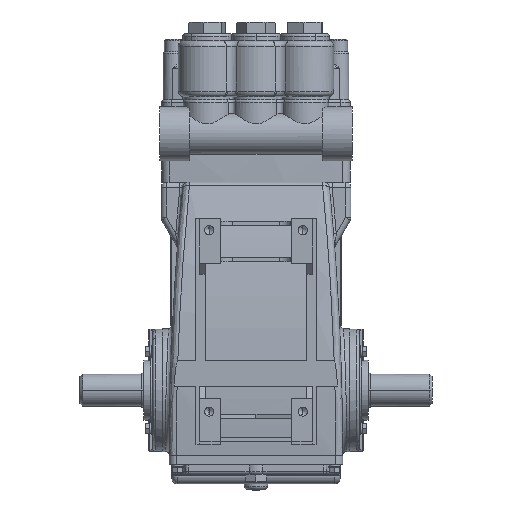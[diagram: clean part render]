
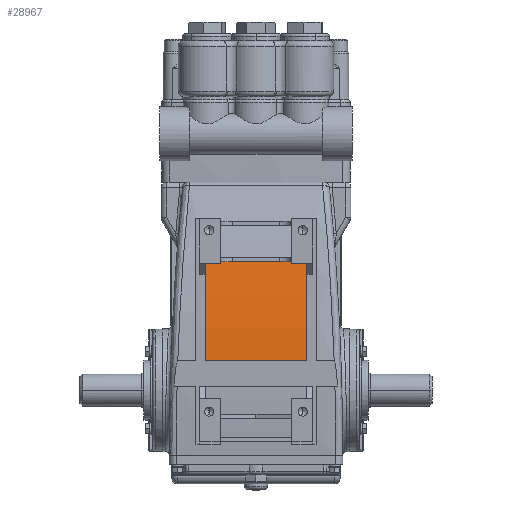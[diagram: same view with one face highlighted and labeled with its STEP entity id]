
A CAD part, front view. The second image highlights one B-rep face of the part: STEP entity #28967.
In plain terms, the highlighted cylindrical face has radius 634.291 mm (diameter 1268.58 mm), a partial arc.
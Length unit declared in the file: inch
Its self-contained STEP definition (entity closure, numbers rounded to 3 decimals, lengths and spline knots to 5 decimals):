
#769 = CARTESIAN_POINT ( 'NONE',  ( -1.875, -2.8633, 1.08774 ) ) ;
#851 = CARTESIAN_POINT ( 'NONE',  ( 1.875, -2.8633, 1.08774 ) ) ;
#852 = DIRECTION ( 'NONE',  ( 0., 0., 1. ) ) ;
#854 = DIRECTION ( 'NONE',  ( 1., 0., 0. ) ) ;
#855 = CARTESIAN_POINT ( 'NONE',  ( 1.875, 22.0882, 0.07423 ) ) ;
#856 = AXIS2_PLACEMENT_3D ( 'NONE', #855, #854, #852 ) ;
#857 = CIRCLE ( 'NONE', #856, 24.97208 ) ;
#934 = CARTESIAN_POINT ( 'NONE',  ( -1.875, -2.45546, 4.68 ) ) ;
#935 = DIRECTION ( 'NONE',  ( 0., 0., -1. ) ) ;
#936 = DIRECTION ( 'NONE',  ( -1., 0., 0. ) ) ;
#937 = CARTESIAN_POINT ( 'NONE',  ( -1.875, 22.0882, 0.07423 ) ) ;
#938 = AXIS2_PLACEMENT_3D ( 'NONE', #937, #936, #935 ) ;
#939 = CIRCLE ( 'NONE', #938, 24.97208 ) ;
#975 = CARTESIAN_POINT ( 'NONE',  ( 3.1935, 22.0882, 0.07423 ) ) ;
#976 = CYLINDRICAL_SURFACE ( 'NONE', #1031, 24.97208 ) ;
#994 = FACE_OUTER_BOUND ( 'NONE', #28970, .T. ) ;
#1020 = CARTESIAN_POINT ( 'NONE',  ( 1.314, -2.45546, 4.68 ) ) ;
#1021 = DIRECTION ( 'NONE',  ( 1., 0., 0. ) ) ;
#1022 = VECTOR ( 'NONE', #1021, 39.37008 ) ;
#1023 = CARTESIAN_POINT ( 'NONE',  ( 3.1935, -2.45546, 4.68 ) ) ;
#1024 = LINE ( 'NONE', #1023, #1022 ) ;
#1025 = DIRECTION ( 'NONE',  ( 1., 0., 0. ) ) ;
#1026 = VECTOR ( 'NONE', #1025, 39.37008 ) ;
#1027 = CARTESIAN_POINT ( 'NONE',  ( 3.1935, -2.8633, 1.08774 ) ) ;
#1028 = LINE ( 'NONE', #1027, #1026 ) ;
#1029 = DIRECTION ( 'NONE',  ( 0., 0., 1. ) ) ;
#1030 = DIRECTION ( 'NONE',  ( -1., 0., 0. ) ) ;
#1031 = AXIS2_PLACEMENT_3D ( 'NONE', #975, #1030, #1029 ) ;
#1095 = CIRCLE ( 'NONE', #1165, 24.97208 ) ;
#1136 = DIRECTION ( 'NONE',  ( 1., 0., 0. ) ) ;
#1137 = VECTOR ( 'NONE', #1136, 39.37008 ) ;
#1138 = CARTESIAN_POINT ( 'NONE',  ( 3.1935, -2.45546, 4.68 ) ) ;
#1139 = LINE ( 'NONE', #1138, #1137 ) ;
#1145 = CARTESIAN_POINT ( 'NONE',  ( -1.314, -2.45546, 4.68 ) ) ;
#1146 = DIRECTION ( 'NONE',  ( 0., 0., -1. ) ) ;
#1147 = DIRECTION ( 'NONE',  ( -1., 0., 0. ) ) ;
#1148 = CARTESIAN_POINT ( 'NONE',  ( -1.314, 22.0882, 0.07423 ) ) ;
#1149 = AXIS2_PLACEMENT_3D ( 'NONE', #1148, #1147, #1146 ) ;
#1150 = CIRCLE ( 'NONE', #1149, 24.97208 ) ;
#1155 = CARTESIAN_POINT ( 'NONE',  ( -1.314, -2.44603, 4.73 ) ) ;
#1156 = DIRECTION ( 'NONE',  ( 1., 0., 0. ) ) ;
#1157 = VECTOR ( 'NONE', #1156, 39.37008 ) ;
#1158 = CARTESIAN_POINT ( 'NONE',  ( 3.1935, -2.44603, 4.73 ) ) ;
#1159 = LINE ( 'NONE', #1158, #1157 ) ;
#1161 = CARTESIAN_POINT ( 'NONE',  ( 1.314, -2.44603, 4.73 ) ) ;
#1162 = DIRECTION ( 'NONE',  ( 0., 0., 1. ) ) ;
#1163 = DIRECTION ( 'NONE',  ( 1., 0., 0. ) ) ;
#1164 = CARTESIAN_POINT ( 'NONE',  ( 1.314, 22.0882, 0.07423 ) ) ;
#1165 = AXIS2_PLACEMENT_3D ( 'NONE', #1164, #1163, #1162 ) ;
#14930 = VERTEX_POINT ( 'NONE', #44091 ) ;
#28858 = VERTEX_POINT ( 'NONE', #769 ) ;
#28926 = EDGE_CURVE ( 'NONE', #14930, #28927, #857, .T. ) ;
#28927 = VERTEX_POINT ( 'NONE', #851 ) ;
#28941 = EDGE_CURVE ( 'NONE', #28858, #28942, #939, .T. ) ;
#28942 = VERTEX_POINT ( 'NONE', #934 ) ;
#28967 = ADVANCED_FACE ( 'NONE', ( #994 ), #976, .T. ) ;
#28970 = EDGE_LOOP ( 'NONE', ( #28972, #28974, #28979, #28981, #29073, #29078, #29086, #29093 ) ) ;
#28972 = ORIENTED_EDGE ( 'NONE', *, *, #28941, .F. ) ;
#28974 = ORIENTED_EDGE ( 'NONE', *, *, #28976, .T. ) ;
#28976 = EDGE_CURVE ( 'NONE', #28858, #28927, #1028, .T. ) ;
#28979 = ORIENTED_EDGE ( 'NONE', *, *, #28926, .F. ) ;
#28981 = ORIENTED_EDGE ( 'NONE', *, *, #28983, .F. ) ;
#28983 = EDGE_CURVE ( 'NONE', #28984, #14930, #1024, .T. ) ;
#28984 = VERTEX_POINT ( 'NONE', #1020 ) ;
#29073 = ORIENTED_EDGE ( 'NONE', *, *, #29074, .F. ) ;
#29074 = EDGE_CURVE ( 'NONE', #29076, #28984, #1095, .T. ) ;
#29076 = VERTEX_POINT ( 'NONE', #1161 ) ;
#29078 = ORIENTED_EDGE ( 'NONE', *, *, #29080, .F. ) ;
#29080 = EDGE_CURVE ( 'NONE', #29081, #29076, #1159, .T. ) ;
#29081 = VERTEX_POINT ( 'NONE', #1155 ) ;
#29086 = ORIENTED_EDGE ( 'NONE', *, *, #29087, .F. ) ;
#29087 = EDGE_CURVE ( 'NONE', #29089, #29081, #1150, .T. ) ;
#29089 = VERTEX_POINT ( 'NONE', #1145 ) ;
#29093 = ORIENTED_EDGE ( 'NONE', *, *, #29094, .F. ) ;
#29094 = EDGE_CURVE ( 'NONE', #28942, #29089, #1139, .T. ) ;
#44091 = CARTESIAN_POINT ( 'NONE',  ( 1.875, -2.45546, 4.68 ) ) ;
